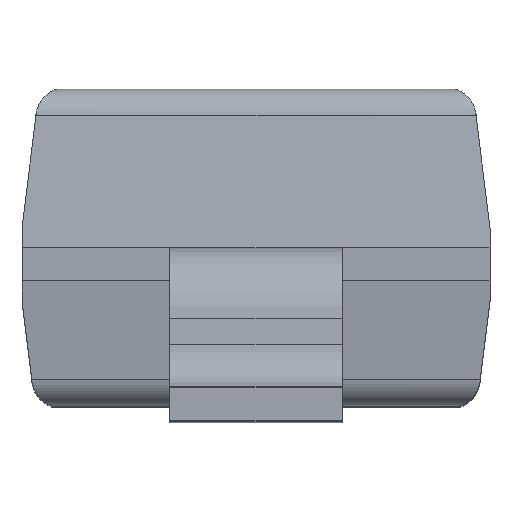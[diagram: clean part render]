
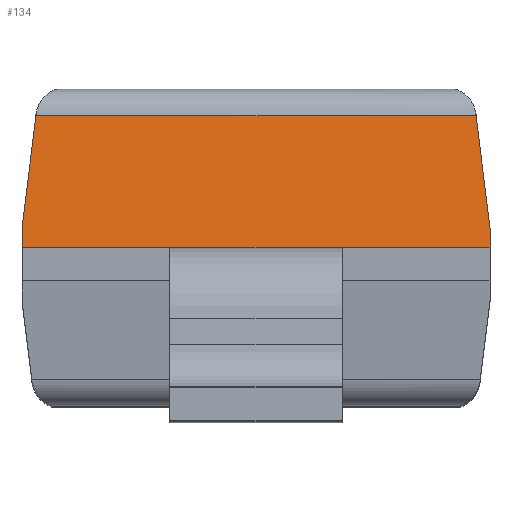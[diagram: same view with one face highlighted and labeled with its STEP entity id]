
A CAD part, top view. The second image highlights one B-rep face of the part: STEP entity #134.
In plain terms, the highlighted planar face has unit normal (0, 0.122, 0.993).
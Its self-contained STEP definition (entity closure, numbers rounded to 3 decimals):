
#134=ADVANCED_FACE('',(#281),#282,.T.);
#281=FACE_OUTER_BOUND('',#438,.T.);
#282=PLANE('',#439);
#438=EDGE_LOOP('',(#773,#774,#775,#776,#777,#778,#779,#780));
#439=AXIS2_PLACEMENT_3D('',#781,#782,#783);
#773=ORIENTED_EDGE('',*,*,#1088,.T.);
#774=ORIENTED_EDGE('',*,*,#1086,.F.);
#775=ORIENTED_EDGE('',*,*,#1089,.T.);
#776=ORIENTED_EDGE('',*,*,#1090,.F.);
#777=ORIENTED_EDGE('',*,*,#1069,.T.);
#778=ORIENTED_EDGE('',*,*,#976,.T.);
#779=ORIENTED_EDGE('',*,*,#1075,.T.);
#780=ORIENTED_EDGE('',*,*,#1091,.T.);
#781=CARTESIAN_POINT('',(0.,0.794,1.298));
#782=DIRECTION('',(0.,0.122,0.993));
#783=DIRECTION('',(0.,-0.993,0.122));
#976=EDGE_CURVE('',#1166,#1167,#1168,.T.);
#1069=EDGE_CURVE('',#1303,#1166,#1304,.T.);
#1075=EDGE_CURVE('',#1167,#1311,#1313,.T.);
#1086=EDGE_CURVE('',#1330,#1321,#1332,.T.);
#1088=EDGE_CURVE('',#1334,#1321,#1335,.T.);
#1089=EDGE_CURVE('',#1330,#1336,#1337,.T.);
#1090=EDGE_CURVE('',#1303,#1336,#1338,.T.);
#1091=EDGE_CURVE('',#1311,#1334,#1339,.T.);
#1166=VERTEX_POINT('',#1444);
#1167=VERTEX_POINT('',#1445);
#1168=LINE('',#1446,#1447);
#1303=VERTEX_POINT('',#1633);
#1304=LINE('',#1634,#1635);
#1311=VERTEX_POINT('',#1645);
#1313=LINE('',#1648,#1649);
#1321=VERTEX_POINT('',#1660);
#1330=VERTEX_POINT('',#1696);
#1332=LINE('',#1698,#1699);
#1334=VERTEX_POINT('',#1701);
#1335=LINE('',#1702,#1703);
#1336=VERTEX_POINT('',#1704);
#1337=LINE('',#1705,#1706);
#1338=LINE('',#1707,#1708);
#1339=LINE('',#1709,#1710);
#1444=CARTESIAN_POINT('',(0.49,0.575,1.325));
#1445=CARTESIAN_POINT('',(1.06,0.575,1.325));
#1446=CARTESIAN_POINT('',(0.,0.575,1.325));
#1447=VECTOR('',#1916,1.0);
#1633=CARTESIAN_POINT('',(0.,0.575,1.325));
#1634=CARTESIAN_POINT('',(0.,0.575,1.325));
#1635=VECTOR('',#2016,1.0);
#1645=CARTESIAN_POINT('',(1.55,0.575,1.325));
#1648=CARTESIAN_POINT('',(0.,0.575,1.325));
#1649=VECTOR('',#2021,1.0);
#1660=CARTESIAN_POINT('',(1.504,1.012,1.271));
#1696=CARTESIAN_POINT('',(0.046,1.012,1.271));
#1698=CARTESIAN_POINT('',(0.,1.012,1.271));
#1699=VECTOR('',#2032,1.0);
#1701=CARTESIAN_POINT('',(1.55,0.638,1.317));
#1702=CARTESIAN_POINT('',(1.5,1.044,1.267));
#1703=VECTOR('',#2033,1.0);
#1704=CARTESIAN_POINT('',(0.,0.638,1.317));
#1705=CARTESIAN_POINT('',(0.038,0.951,1.279));
#1706=VECTOR('',#2034,1.0);
#1707=CARTESIAN_POINT('',(0.,0.575,1.325));
#1708=VECTOR('',#2035,1.);
#1709=CARTESIAN_POINT('',(1.55,0.575,1.325));
#1710=VECTOR('',#2036,1.);
#1916=DIRECTION('',(1.0,0.0,0.));
#2016=DIRECTION('',(1.0,0.0,0.));
#2021=DIRECTION('',(1.0,0.0,0.));
#2032=DIRECTION('',(1.0,0.0,0.));
#2033=DIRECTION('',(-0.121,0.985,-0.121));
#2034=DIRECTION('',(-0.121,-0.985,0.121));
#2035=DIRECTION('',(0.,0.993,-0.122));
#2036=DIRECTION('',(0.,0.993,-0.122));
